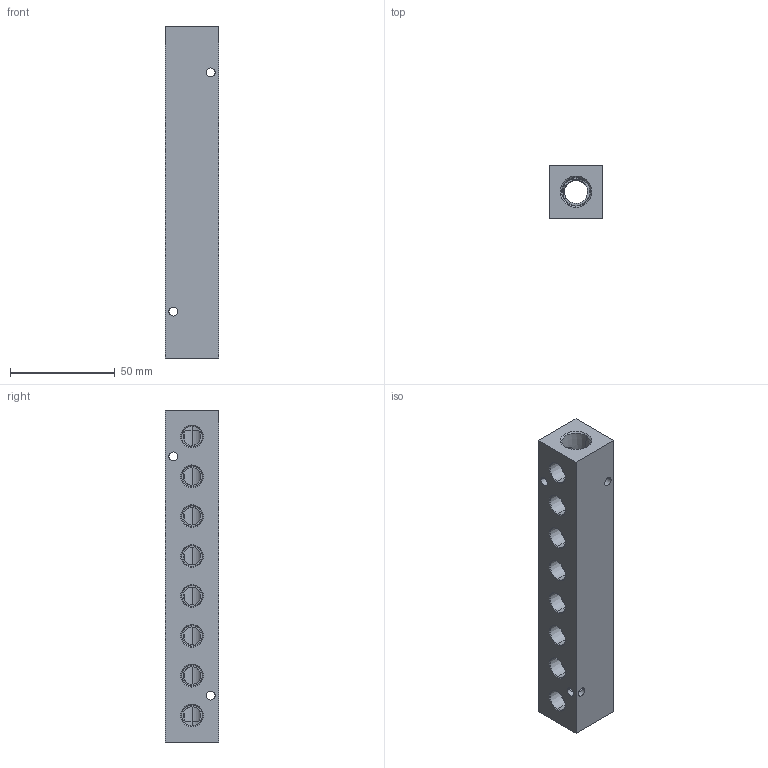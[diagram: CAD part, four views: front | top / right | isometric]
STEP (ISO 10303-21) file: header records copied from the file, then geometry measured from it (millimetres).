
FILE_DESCRIPTION (( 'STEP AP203' ), '1' );
FILE_NAME ('MRA-8CB-90.step', '2015-12-02T21:10:32', ( '' ), ( '' ), 'SwSTEP 2.0', 'SolidWorks 2015', '' );
FILE_SCHEMA (( 'CONFIG_CONTROL_DESIGN' ));
Length unit declared in the file: inch
Products named in the file (1): MRA-8CB-90
Bounding box: 25.4 x 25.4 x 158.75 mm (x, y, z)
Volume: 75286.8 mm3; surface area: 25794 mm2
Topology: 1 solids, 1 shells, 148 faces, 399 edges, 245 vertices
Faces by surface type: cone 72, cylinder 50, plane 26
Entity records: 5751 total; most frequent: CARTESIAN_POINT 1966, ORIENTED_EDGE 798, DIRECTION 764, EDGE_CURVE 399, AXIS2_PLACEMENT_3D 311, VERTEX_POINT 245, EDGE_LOOP 186, CIRCLE 162
